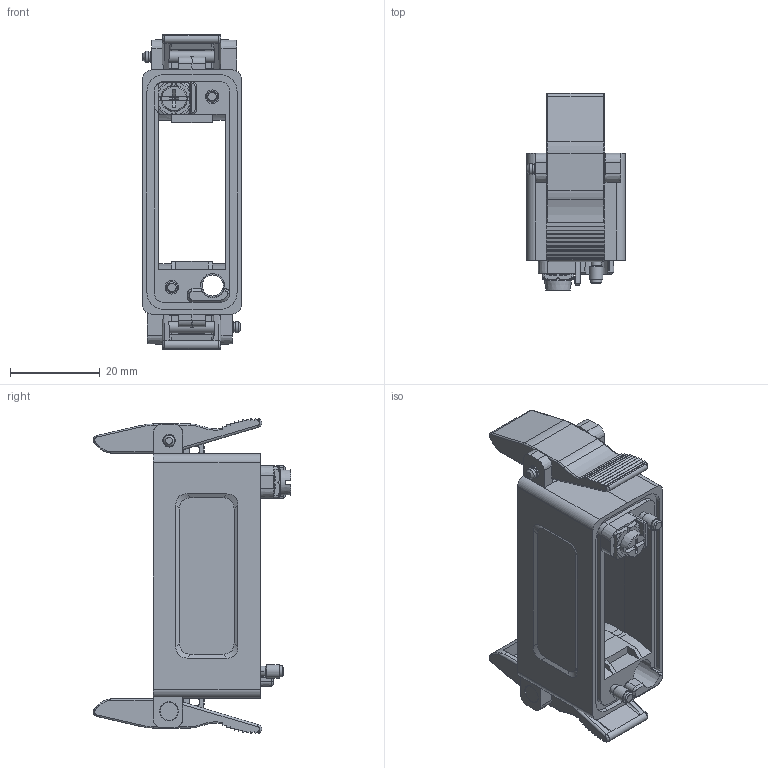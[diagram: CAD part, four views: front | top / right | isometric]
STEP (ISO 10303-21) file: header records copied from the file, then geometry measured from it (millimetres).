
FILE_DESCRIPTION(/* description */ (''),/* implementation_level */ '2;1');
FILE_NAME(/* name */ 'MBK.prt.stp',/* time_stamp */ '2017-06-23T14:59:58+08:00',/* author */ (''),/* organization */ (''),/* preprocessor_version */ 'ST-DEVELOPER v11',/* originating_system */ 'SIEMENS PLM Software NX 7.0',/* authorisation */ '');
FILE_SCHEMA (('CONFIG_CONTROL_DESIGN'));
Length unit declared in the file: millimetre
Products named in the file (1): MBK
Bounding box: 22 x 43.99 x 70.15 mm (x, y, z)
Volume: 13951.8 mm3; surface area: 14495.9 mm2
Topology: 1 solids, 1 shells, 743 faces, 2019 edges, 1280 vertices
Faces by surface type: plane 348, cylinder 207, cone 94, bspline 52, torus 42
Full cylindrical faces by diameter (mm): 2 x2, 2.5 x6, 2.59 x2, 3 x2, 3.43 x1, 4 x2
Entity records: 26221 total; most frequent: CARTESIAN_POINT 7819, ORIENTED_EDGE 3874, DIRECTION 3746, EDGE_CURVE 1937, AXIS2_PLACEMENT_3D 1333, VERTEX_POINT 1255, LINE 1080, VECTOR 1080
